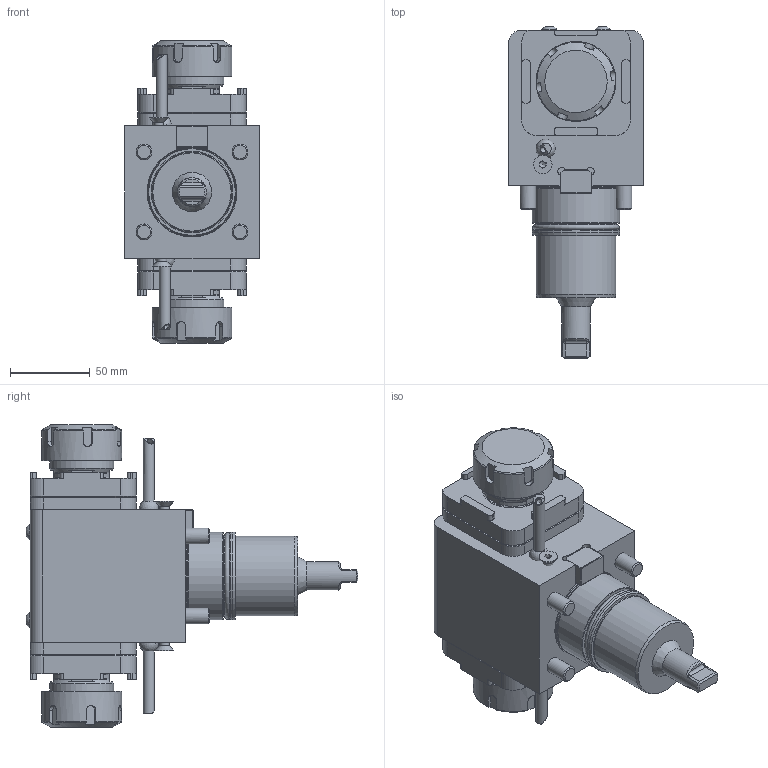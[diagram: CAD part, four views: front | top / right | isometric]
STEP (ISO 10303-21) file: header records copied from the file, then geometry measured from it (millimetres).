
FILE_DESCRIPTION (( 'STEP AP214' ), '1' );
FILE_NAME ('RRPPTH32321UN55.STEP', '2023-03-03T07:47:21', ( '' ), ( '' ), 'SwSTEP 2.0', 'SolidWorks 2016', '' );
FILE_SCHEMA (( 'AUTOMOTIVE_DESIGN' ));
Length unit declared in the file: millimetre
Products named in the file (1): RRPPTH32321UN55
Bounding box: 84 x 207.45 x 188.82 mm (x, y, z)
Volume: 1129216.5 mm3; surface area: 93262.6 mm2
Topology: 6 solids, 6 shells, 774 faces, 2055 edges, 1343 vertices
Faces by surface type: plane 473, cylinder 128, bspline 94, cone 43, torus 30, sphere 6
Full cylindrical faces by diameter (mm): 1.7 x1, 2.1 x1, 4 x2, 6 x2, 6.366 x1, 7 x2, 9.5 x4, 10 x4, 11.57 x2, 18 x1, 40 x2, 49.7 x1, 50 x3, 54.6 x1, 55 x2
Entity records: 33207 total; most frequent: CARTESIAN_POINT 11543, ORIENTED_EDGE 3890, DIRECTION 3322, EDGE_CURVE 1945, VERTEX_POINT 1302, LINE 1244, VECTOR 1244, AXIS2_PLACEMENT_3D 1039
